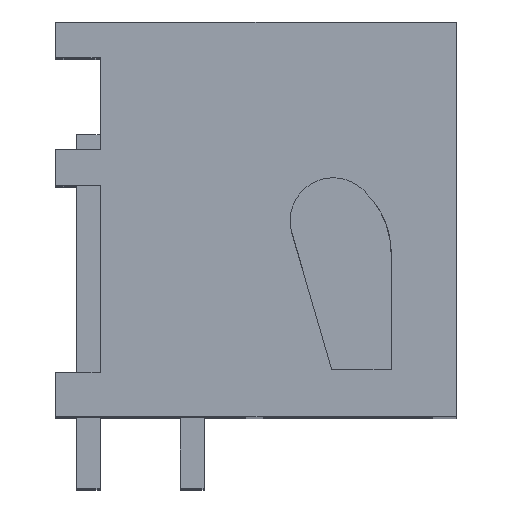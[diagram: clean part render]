
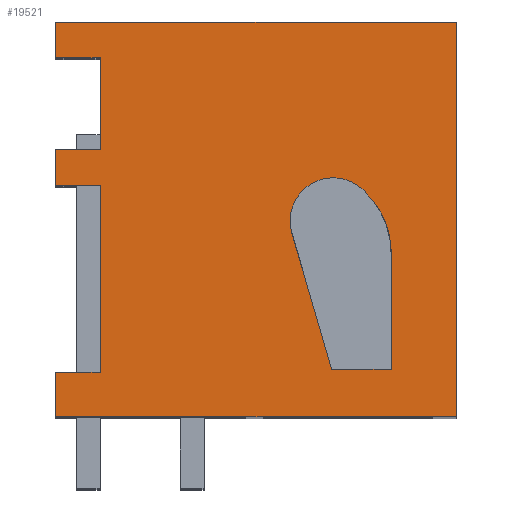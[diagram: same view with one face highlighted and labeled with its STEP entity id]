
A CAD part, top view. The second image highlights one B-rep face of the part: STEP entity #19521.
In plain terms, the highlighted planar face has unit normal (0, 0, 1).
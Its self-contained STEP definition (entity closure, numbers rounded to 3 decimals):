
#24=PLANE('',#20297);
#739=CIRCLE('',#20285,2.9);
#743=CIRCLE('',#20298,1.45);
#833=LINE('',#24871,#2830);
#836=LINE('',#24876,#2833);
#848=LINE('',#24909,#2845);
#849=LINE('',#24912,#2846);
#850=LINE('',#24914,#2847);
#851=LINE('',#24916,#2848);
#852=LINE('',#24918,#2849);
#853=LINE('',#24920,#2850);
#854=LINE('',#24922,#2851);
#855=LINE('',#24924,#2852);
#856=LINE('',#24926,#2853);
#857=LINE('',#24928,#2854);
#858=LINE('',#24930,#2855);
#859=LINE('',#24932,#2856);
#860=LINE('',#24935,#2857);
#2830=VECTOR('',#21158,1000.);
#2833=VECTOR('',#21163,1000.);
#2845=VECTOR('',#21191,1000.);
#2846=VECTOR('',#21192,1000.);
#2847=VECTOR('',#21193,1000.);
#2848=VECTOR('',#21194,1000.);
#2849=VECTOR('',#21195,1000.);
#2850=VECTOR('',#21196,1000.);
#2851=VECTOR('',#21197,1000.);
#2852=VECTOR('',#21198,1000.);
#2853=VECTOR('',#21199,1000.);
#2854=VECTOR('',#21200,1000.);
#2855=VECTOR('',#21201,1000.);
#2856=VECTOR('',#21202,1000.);
#2857=VECTOR('',#21205,1000.);
#4854=ORIENTED_EDGE('',*,*,#9028,.T.);
#4855=ORIENTED_EDGE('',*,*,#9029,.T.);
#4856=ORIENTED_EDGE('',*,*,#9030,.T.);
#4857=ORIENTED_EDGE('',*,*,#9031,.T.);
#4858=ORIENTED_EDGE('',*,*,#9032,.T.);
#4859=ORIENTED_EDGE('',*,*,#9033,.T.);
#4860=ORIENTED_EDGE('',*,*,#9034,.T.);
#4861=ORIENTED_EDGE('',*,*,#9035,.T.);
#4862=ORIENTED_EDGE('',*,*,#9036,.T.);
#4863=ORIENTED_EDGE('',*,*,#9037,.T.);
#4864=ORIENTED_EDGE('',*,*,#9038,.T.);
#4865=ORIENTED_EDGE('',*,*,#9039,.T.);
#4866=ORIENTED_EDGE('',*,*,#9040,.F.);
#4867=ORIENTED_EDGE('',*,*,#9001,.F.);
#4868=ORIENTED_EDGE('',*,*,#9012,.F.);
#4869=ORIENTED_EDGE('',*,*,#9009,.F.);
#4870=ORIENTED_EDGE('',*,*,#9041,.F.);
#9001=EDGE_CURVE('',#11090,#11091,#739,.T.);
#9009=EDGE_CURVE('',#11098,#11099,#833,.T.);
#9012=EDGE_CURVE('',#11099,#11090,#836,.T.);
#9028=EDGE_CURVE('',#11113,#11114,#848,.T.);
#9029=EDGE_CURVE('',#11114,#11115,#849,.T.);
#9030=EDGE_CURVE('',#11115,#11116,#850,.T.);
#9031=EDGE_CURVE('',#11116,#11117,#851,.T.);
#9032=EDGE_CURVE('',#11117,#11118,#852,.T.);
#9033=EDGE_CURVE('',#11118,#11119,#853,.T.);
#9034=EDGE_CURVE('',#11119,#11120,#854,.T.);
#9035=EDGE_CURVE('',#11120,#11121,#855,.T.);
#9036=EDGE_CURVE('',#11121,#11122,#856,.T.);
#9037=EDGE_CURVE('',#11122,#11123,#857,.T.);
#9038=EDGE_CURVE('',#11123,#11124,#858,.T.);
#9039=EDGE_CURVE('',#11124,#11113,#859,.T.);
#9040=EDGE_CURVE('',#11091,#11125,#743,.T.);
#9041=EDGE_CURVE('',#11125,#11098,#860,.T.);
#11090=VERTEX_POINT('',#24853);
#11091=VERTEX_POINT('',#24855);
#11098=VERTEX_POINT('',#24870);
#11099=VERTEX_POINT('',#24872);
#11113=VERTEX_POINT('',#24910);
#11114=VERTEX_POINT('',#24911);
#11115=VERTEX_POINT('',#24913);
#11116=VERTEX_POINT('',#24915);
#11117=VERTEX_POINT('',#24917);
#11118=VERTEX_POINT('',#24919);
#11119=VERTEX_POINT('',#24921);
#11120=VERTEX_POINT('',#24923);
#11121=VERTEX_POINT('',#24925);
#11122=VERTEX_POINT('',#24927);
#11123=VERTEX_POINT('',#24929);
#11124=VERTEX_POINT('',#24931);
#11125=VERTEX_POINT('',#24934);
#12484=EDGE_LOOP('',(#4854,#4855,#4856,#4857,#4858,#4859,#4860,#4861,#4862,
#4863,#4864,#4865));
#12485=EDGE_LOOP('',(#4866,#4867,#4868,#4869,#4870));
#13309=FACE_BOUND('',#12484,.T.);
#13310=FACE_BOUND('',#12485,.T.);
#19521=ADVANCED_FACE('',(#13309,#13310),#24,.T.);
#20285=AXIS2_PLACEMENT_3D('',#24854,#21145,#21146);
#20297=AXIS2_PLACEMENT_3D('',#24908,#21189,#21190);
#20298=AXIS2_PLACEMENT_3D('',#24933,#21203,#21204);
#21145=DIRECTION('',(0.,0.,1.));
#21146=DIRECTION('',(1.,0.,0.));
#21158=DIRECTION('',(1.,0.,0.));
#21163=DIRECTION('',(0.,1.,0.));
#21189=DIRECTION('',(0.,0.,1.));
#21190=DIRECTION('',(1.,0.,0.));
#21191=DIRECTION('',(0.,-1.,0.));
#21192=DIRECTION('',(1.,0.,0.));
#21193=DIRECTION('',(0.,-1.,0.));
#21194=DIRECTION('',(-1.,0.,0.));
#21195=DIRECTION('',(0.,-1.,0.));
#21196=DIRECTION('',(1.,0.,0.));
#21197=DIRECTION('',(0.,1.,0.));
#21198=DIRECTION('',(-1.,0.,0.));
#21199=DIRECTION('',(0.,-1.,0.));
#21200=DIRECTION('',(1.,0.,0.));
#21201=DIRECTION('',(0.,-1.,0.));
#21202=DIRECTION('',(-1.,0.,0.));
#21203=DIRECTION('',(0.,0.,1.));
#21204=DIRECTION('',(1.,0.,0.));
#21205=DIRECTION('',(0.28,-0.96,0.));
#24853=CARTESIAN_POINT('',(6.7,5.501,36.5));
#24854=CARTESIAN_POINT('',(3.8,5.501,36.5));
#24855=CARTESIAN_POINT('',(5.79,7.61,36.5));
#24870=CARTESIAN_POINT('',(4.7,1.6,36.5));
#24871=CARTESIAN_POINT('',(4.7,1.6,36.5));
#24872=CARTESIAN_POINT('',(6.7,1.6,36.5));
#24876=CARTESIAN_POINT('',(6.7,1.6,36.5));
#24908=CARTESIAN_POINT('',(0.,0.,36.5));
#24909=CARTESIAN_POINT('',(-4.6,9.,36.5));
#24910=CARTESIAN_POINT('',(-4.6,9.,36.5));
#24911=CARTESIAN_POINT('',(-4.6,7.8,36.5));
#24912=CARTESIAN_POINT('',(-4.6,7.8,36.5));
#24913=CARTESIAN_POINT('',(-3.1,7.8,36.5));
#24914=CARTESIAN_POINT('',(-3.1,7.8,36.5));
#24915=CARTESIAN_POINT('',(-3.1,1.5,36.5));
#24916=CARTESIAN_POINT('',(-3.1,1.5,36.5));
#24917=CARTESIAN_POINT('',(-4.6,1.5,36.5));
#24918=CARTESIAN_POINT('',(-4.6,1.5,36.5));
#24919=CARTESIAN_POINT('',(-4.6,0.,36.5));
#24920=CARTESIAN_POINT('',(-4.6,0.,36.5));
#24921=CARTESIAN_POINT('',(8.9,0.,36.5));
#24922=CARTESIAN_POINT('',(8.9,0.,36.5));
#24923=CARTESIAN_POINT('',(8.9,13.3,36.5));
#24924=CARTESIAN_POINT('',(8.9,13.3,36.5));
#24925=CARTESIAN_POINT('',(-4.6,13.3,36.5));
#24926=CARTESIAN_POINT('',(-4.6,13.3,36.5));
#24927=CARTESIAN_POINT('',(-4.6,12.1,36.5));
#24928=CARTESIAN_POINT('',(-4.6,12.1,36.5));
#24929=CARTESIAN_POINT('',(-3.1,12.1,36.5));
#24930=CARTESIAN_POINT('',(-3.1,12.1,36.5));
#24931=CARTESIAN_POINT('',(-3.1,9.,36.5));
#24932=CARTESIAN_POINT('',(-3.1,9.,36.5));
#24933=CARTESIAN_POINT('',(4.75,6.6,36.5));
#24934=CARTESIAN_POINT('',(3.358,6.193,36.5));
#24935=CARTESIAN_POINT('',(3.358,6.193,36.5));
